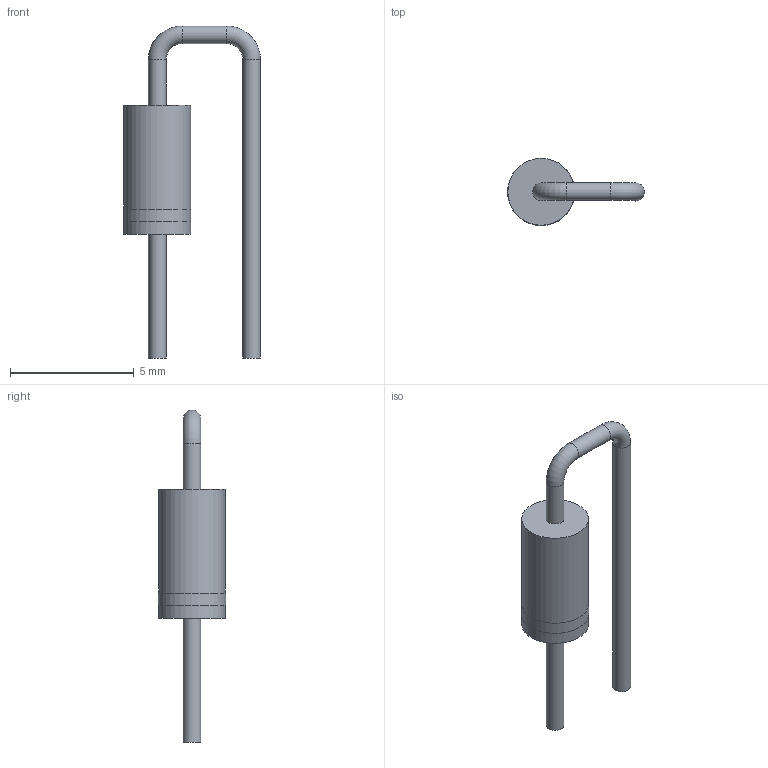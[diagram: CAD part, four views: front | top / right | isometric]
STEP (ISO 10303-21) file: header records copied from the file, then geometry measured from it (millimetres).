
FILE_DESCRIPTION(/* description */ (''),/* implementation_level */ '2;1');
FILE_NAME(/* name */ 'uf4007.step',/* time_stamp */ '2024-02-08T15:03:30+03:00',/* author */ (''),/* organization */ (''),/* preprocessor_version */ 'ST-DEVELOPER v20',/* originating_system */ 'Autodesk Translation Framework v12.20.1.177',/* authorisation */ '');
FILE_SCHEMA (('AUTOMOTIVE_DESIGN { 1 0 10303 214 3 1 1 }'));
Length unit declared in the file: millimetre
Products named in the file (1): uf4007
Bounding box: 5.53 x 2.72 x 13.41 mm (x, y, z)
Volume: 42.1 mm3; surface area: 126.2 mm2
Topology: 4 solids, 4 shells, 16 faces, 20 edges, 12 vertices
Faces by surface type: plane 8, cylinder 6, torus 2
Full cylindrical faces by diameter (mm): 0.71 x4, 2.7 x1, 2.72 x1
Entity records: 378 total; most frequent: DIRECTION 68, CARTESIAN_POINT 49, ORIENTED_EDGE 40, AXIS2_PLACEMENT_3D 31, EDGE_CURVE 20, FACE_OUTER_BOUND 16, EDGE_LOOP 16, ADVANCED_FACE 16
